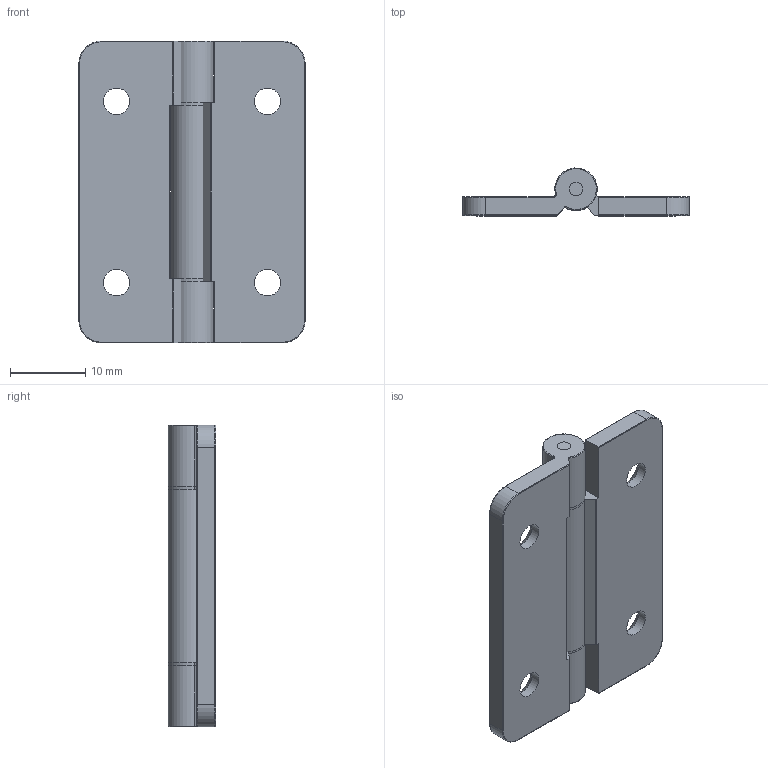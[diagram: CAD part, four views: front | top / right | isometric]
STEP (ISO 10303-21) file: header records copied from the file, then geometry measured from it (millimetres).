
FILE_DESCRIPTION(/* description */ (''),/* implementation_level */ '2;1');
FILE_NAME(/* name */ 'HP4030.stp',/* time_stamp */ '2025-12-17T17:37:55+09:00',/* author */ ('user'),/* organization */ (''),/* preprocessor_version */ 'ST-DEVELOPER v15.6',/* originating_system */ 'Autodesk Inventor 2015',/* authorisation */ '');
FILE_SCHEMA (('AUTOMOTIVE_DESIGN { 1 0 10303 214 3 1 1 }'));
Length unit declared in the file: millimetre
Products named in the file (4): 날개_1; 날개_2; 핀; HP4030
Bounding box: 30 x 6.29 x 40 mm (x, y, z)
Volume: 3332.6 mm3; surface area: 3643.1 mm2
Topology: 3 solids, 3 shells, 71 faces, 171 edges, 106 vertices
Faces by surface type: cylinder 33, plane 22, torus 12, cone 4
Full cylindrical faces by diameter (mm): 1.8 x4, 3.5 x4
Entity records: 2116 total; most frequent: DIRECTION 393, CARTESIAN_POINT 353, ORIENTED_EDGE 310, AXIS2_PLACEMENT_3D 162, EDGE_CURVE 155, VERTEX_POINT 102, EDGE_LOOP 97, CIRCLE 80
